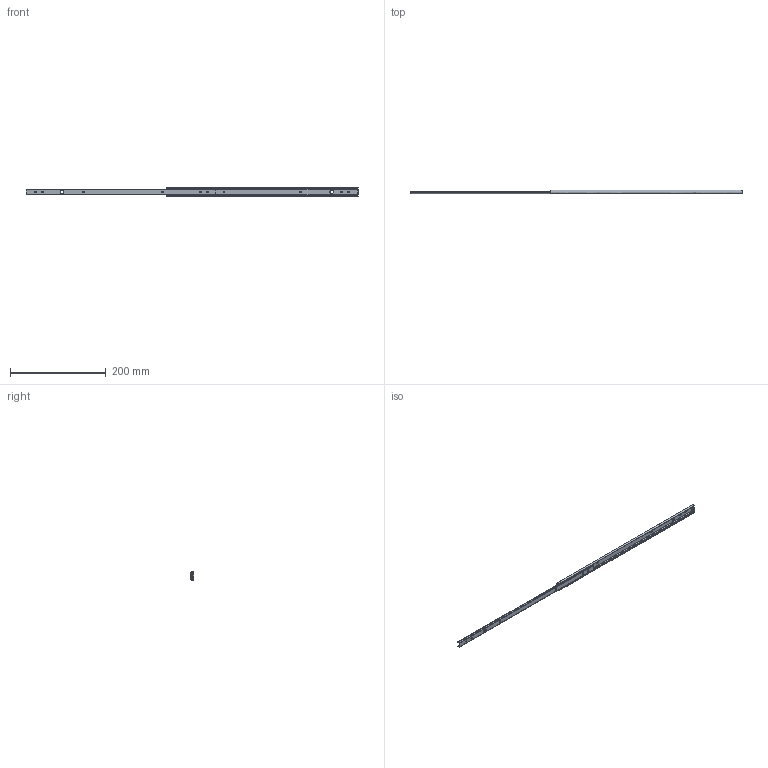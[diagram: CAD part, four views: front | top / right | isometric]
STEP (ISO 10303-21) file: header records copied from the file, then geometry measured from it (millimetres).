
FILE_DESCRIPTION((''),'2;1');
FILE_NAME('','2005-12-14T16:54:13',(''),(''),'','CADfix','');
FILE_SCHEMA(('AUTOMOTIVE_DESIGN'));
Length unit declared in the file: millimetre
Products named in the file (5): ball; retainer; member_B; member_A; TM_233_3_5910_36
Assembly tree (23 placements, depth 2):
  TM_233_3_5910_36
    ball  x20
    retainer
    member_B
    member_A
Bounding box: 694 x 8 x 20 mm (x, y, z)
Volume: 25811.8 mm3; surface area: 45031 mm2
Topology: 23 solids, 23 shells, 352 faces, 1016 edges, 708 vertices
Faces by surface type: bspline 352
Entity records: 12009 total; most frequent: CARTESIAN_POINT 6275, ORIENTED_EDGE 1956, EDGE_CURVE 978, VERTEX_POINT 670, QUASI_UNIFORM_CURVE 512, EDGE_LOOP 382, FACE_OUTER_BOUND 314, ADVANCED_FACE 314
